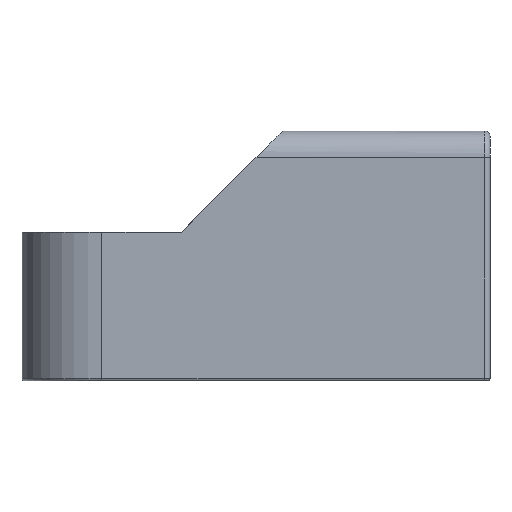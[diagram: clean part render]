
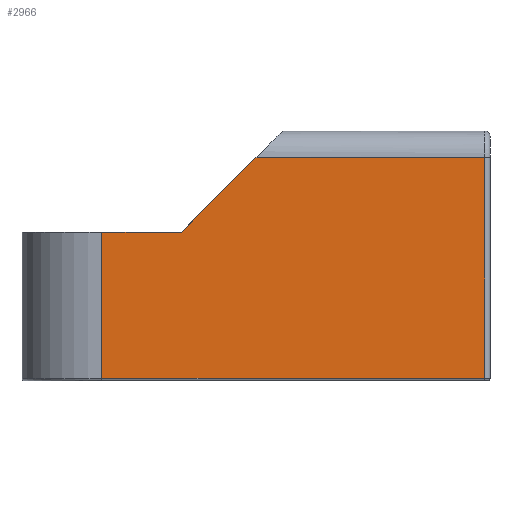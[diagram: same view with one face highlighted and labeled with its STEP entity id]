
A CAD part, left-side view. The second image highlights one B-rep face of the part: STEP entity #2966.
In plain terms, the highlighted planar face has unit normal (-1, 0, 0).
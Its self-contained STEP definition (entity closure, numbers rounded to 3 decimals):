
#189 = CYLINDRICAL_SURFACE('',#190,1.);
#190 = AXIS2_PLACEMENT_3D('',#191,#192,#193);
#191 = CARTESIAN_POINT('',(-34.,-43.,42.));
#192 = DIRECTION('',(-0.,-0.,-1.));
#193 = DIRECTION('',(0.,-1.,0.));
#1047 = VERTEX_POINT('',#1048);
#1048 = CARTESIAN_POINT('',(-35.,-43.,42.));
#1085 = CYLINDRICAL_SURFACE('',#1086,5.);
#1086 = AXIS2_PLACEMENT_3D('',#1087,#1088,#1089);
#1087 = CARTESIAN_POINT('',(-30.,-44.,42.));
#1088 = DIRECTION('',(0.,1.,0.));
#1089 = DIRECTION('',(-1.,0.,0.));
#1156 = EDGE_CURVE('',#1047,#1157,#1159,.T.);
#1157 = VERTEX_POINT('',#1158);
#1158 = CARTESIAN_POINT('',(-35.,-43.,0.5));
#1159 = SURFACE_CURVE('',#1160,(#1164,#1171),.PCURVE_S1.);
#1160 = LINE('',#1161,#1162);
#1161 = CARTESIAN_POINT('',(-35.,-43.,42.));
#1162 = VECTOR('',#1163,1.);
#1163 = DIRECTION('',(-0.,-0.,-1.));
#1164 = PCURVE('',#189,#1165);
#1165 = DEFINITIONAL_REPRESENTATION('',(#1166),#1170);
#1166 = LINE('',#1167,#1168);
#1167 = CARTESIAN_POINT('',(1.571,0.));
#1168 = VECTOR('',#1169,1.);
#1169 = DIRECTION('',(0.,1.));
#1170 = ( GEOMETRIC_REPRESENTATION_CONTEXT(2) 
PARAMETRIC_REPRESENTATION_CONTEXT() REPRESENTATION_CONTEXT('2D SPACE',''
  ) );
#1171 = PCURVE('',#1172,#1177);
#1172 = PLANE('',#1173);
#1173 = AXIS2_PLACEMENT_3D('',#1174,#1175,#1176);
#1174 = CARTESIAN_POINT('',(-35.,-44.,0.));
#1175 = DIRECTION('',(-1.,0.,0.));
#1176 = DIRECTION('',(0.,1.,0.));
#1177 = DEFINITIONAL_REPRESENTATION('',(#1178),#1182);
#1178 = LINE('',#1179,#1180);
#1179 = CARTESIAN_POINT('',(1.,-42.));
#1180 = VECTOR('',#1181,1.);
#1181 = DIRECTION('',(0.,1.));
#1182 = ( GEOMETRIC_REPRESENTATION_CONTEXT(2) 
PARAMETRIC_REPRESENTATION_CONTEXT() REPRESENTATION_CONTEXT('2D SPACE',''
  ) );
#1921 = PLANE('',#1922);
#1922 = AXIS2_PLACEMENT_3D('',#1923,#1924,#1925);
#1923 = CARTESIAN_POINT('',(-35.,14.,28.));
#1924 = DIRECTION('',(0.,0.,1.));
#1925 = DIRECTION('',(0.,1.,0.));
#1949 = PLANE('',#1950);
#1950 = AXIS2_PLACEMENT_3D('',#1951,#1952,#1953);
#1951 = CARTESIAN_POINT('',(35.,-5.,47.));
#1952 = DIRECTION('',(0.,-0.707,-0.707));
#1953 = DIRECTION('',(0.,0.707,-0.707));
#2502 = CYLINDRICAL_SURFACE('',#2503,0.5);
#2503 = AXIS2_PLACEMENT_3D('',#2504,#2505,#2506);
#2504 = CARTESIAN_POINT('',(-34.5,29.,0.5));
#2505 = DIRECTION('',(-0.,-1.,-0.));
#2506 = DIRECTION('',(-1.,0.,0.));
#2762 = EDGE_CURVE('',#1047,#2763,#2765,.T.);
#2763 = VERTEX_POINT('',#2764);
#2764 = CARTESIAN_POINT('',(-35.,0.,42.));
#2765 = SURFACE_CURVE('',#2766,(#2770,#2777),.PCURVE_S1.);
#2766 = LINE('',#2767,#2768);
#2767 = CARTESIAN_POINT('',(-35.,-44.,42.));
#2768 = VECTOR('',#2769,1.);
#2769 = DIRECTION('',(0.,1.,0.));
#2770 = PCURVE('',#1085,#2771);
#2771 = DEFINITIONAL_REPRESENTATION('',(#2772),#2776);
#2772 = LINE('',#2773,#2774);
#2773 = CARTESIAN_POINT('',(0.,0.));
#2774 = VECTOR('',#2775,1.);
#2775 = DIRECTION('',(0.,1.));
#2776 = ( GEOMETRIC_REPRESENTATION_CONTEXT(2) 
PARAMETRIC_REPRESENTATION_CONTEXT() REPRESENTATION_CONTEXT('2D SPACE',''
  ) );
#2777 = PCURVE('',#1172,#2778);
#2778 = DEFINITIONAL_REPRESENTATION('',(#2779),#2783);
#2779 = LINE('',#2780,#2781);
#2780 = CARTESIAN_POINT('',(0.,-42.));
#2781 = VECTOR('',#2782,1.);
#2782 = DIRECTION('',(1.,0.));
#2783 = ( GEOMETRIC_REPRESENTATION_CONTEXT(2) 
PARAMETRIC_REPRESENTATION_CONTEXT() REPRESENTATION_CONTEXT('2D SPACE',''
  ) );
#2966 = ADVANCED_FACE('',(#2967),#1172,.T.);
#2967 = FACE_BOUND('',#2968,.T.);
#2968 = EDGE_LOOP('',(#2969,#2970,#2971,#2994,#3017,#3045));
#2969 = ORIENTED_EDGE('',*,*,#1156,.F.);
#2970 = ORIENTED_EDGE('',*,*,#2762,.T.);
#2971 = ORIENTED_EDGE('',*,*,#2972,.F.);
#2972 = EDGE_CURVE('',#2973,#2763,#2975,.T.);
#2973 = VERTEX_POINT('',#2974);
#2974 = CARTESIAN_POINT('',(-35.,14.,28.));
#2975 = SURFACE_CURVE('',#2976,(#2980,#2987),.PCURVE_S1.);
#2976 = LINE('',#2977,#2978);
#2977 = CARTESIAN_POINT('',(-35.,-3.,45.));
#2978 = VECTOR('',#2979,1.);
#2979 = DIRECTION('',(0.,-0.707,0.707));
#2980 = PCURVE('',#1172,#2981);
#2981 = DEFINITIONAL_REPRESENTATION('',(#2982),#2986);
#2982 = LINE('',#2983,#2984);
#2983 = CARTESIAN_POINT('',(41.,-45.));
#2984 = VECTOR('',#2985,1.);
#2985 = DIRECTION('',(-0.707,-0.707));
#2986 = ( GEOMETRIC_REPRESENTATION_CONTEXT(2) 
PARAMETRIC_REPRESENTATION_CONTEXT() REPRESENTATION_CONTEXT('2D SPACE',''
  ) );
#2987 = PCURVE('',#1949,#2988);
#2988 = DEFINITIONAL_REPRESENTATION('',(#2989),#2993);
#2989 = LINE('',#2990,#2991);
#2990 = CARTESIAN_POINT('',(2.828,-70.));
#2991 = VECTOR('',#2992,1.);
#2992 = DIRECTION('',(-1.,0.));
#2993 = ( GEOMETRIC_REPRESENTATION_CONTEXT(2) 
PARAMETRIC_REPRESENTATION_CONTEXT() REPRESENTATION_CONTEXT('2D SPACE',''
  ) );
#2994 = ORIENTED_EDGE('',*,*,#2995,.T.);
#2995 = EDGE_CURVE('',#2973,#2996,#2998,.T.);
#2996 = VERTEX_POINT('',#2997);
#2997 = CARTESIAN_POINT('',(-35.,29.,28.));
#2998 = SURFACE_CURVE('',#2999,(#3003,#3010),.PCURVE_S1.);
#2999 = LINE('',#3000,#3001);
#3000 = CARTESIAN_POINT('',(-35.,14.,28.));
#3001 = VECTOR('',#3002,1.);
#3002 = DIRECTION('',(0.,1.,0.));
#3003 = PCURVE('',#1172,#3004);
#3004 = DEFINITIONAL_REPRESENTATION('',(#3005),#3009);
#3005 = LINE('',#3006,#3007);
#3006 = CARTESIAN_POINT('',(58.,-28.));
#3007 = VECTOR('',#3008,1.);
#3008 = DIRECTION('',(1.,0.));
#3009 = ( GEOMETRIC_REPRESENTATION_CONTEXT(2) 
PARAMETRIC_REPRESENTATION_CONTEXT() REPRESENTATION_CONTEXT('2D SPACE',''
  ) );
#3010 = PCURVE('',#1921,#3011);
#3011 = DEFINITIONAL_REPRESENTATION('',(#3012),#3016);
#3012 = LINE('',#3013,#3014);
#3013 = CARTESIAN_POINT('',(0.,0.));
#3014 = VECTOR('',#3015,1.);
#3015 = DIRECTION('',(1.,0.));
#3016 = ( GEOMETRIC_REPRESENTATION_CONTEXT(2) 
PARAMETRIC_REPRESENTATION_CONTEXT() REPRESENTATION_CONTEXT('2D SPACE',''
  ) );
#3017 = ORIENTED_EDGE('',*,*,#3018,.F.);
#3018 = EDGE_CURVE('',#3019,#2996,#3021,.T.);
#3019 = VERTEX_POINT('',#3020);
#3020 = CARTESIAN_POINT('',(-35.,29.,0.5));
#3021 = SURFACE_CURVE('',#3022,(#3026,#3033),.PCURVE_S1.);
#3022 = LINE('',#3023,#3024);
#3023 = CARTESIAN_POINT('',(-35.,29.,0.));
#3024 = VECTOR('',#3025,1.);
#3025 = DIRECTION('',(0.,0.,1.));
#3026 = PCURVE('',#1172,#3027);
#3027 = DEFINITIONAL_REPRESENTATION('',(#3028),#3032);
#3028 = LINE('',#3029,#3030);
#3029 = CARTESIAN_POINT('',(73.,0.));
#3030 = VECTOR('',#3031,1.);
#3031 = DIRECTION('',(0.,-1.));
#3032 = ( GEOMETRIC_REPRESENTATION_CONTEXT(2) 
PARAMETRIC_REPRESENTATION_CONTEXT() REPRESENTATION_CONTEXT('2D SPACE',''
  ) );
#3033 = PCURVE('',#3034,#3039);
#3034 = CYLINDRICAL_SURFACE('',#3035,15.);
#3035 = AXIS2_PLACEMENT_3D('',#3036,#3037,#3038);
#3036 = CARTESIAN_POINT('',(-20.,29.,0.));
#3037 = DIRECTION('',(0.,0.,1.));
#3038 = DIRECTION('',(0.,1.,0.));
#3039 = DEFINITIONAL_REPRESENTATION('',(#3040),#3044);
#3040 = LINE('',#3041,#3042);
#3041 = CARTESIAN_POINT('',(1.571,0.));
#3042 = VECTOR('',#3043,1.);
#3043 = DIRECTION('',(0.,1.));
#3044 = ( GEOMETRIC_REPRESENTATION_CONTEXT(2) 
PARAMETRIC_REPRESENTATION_CONTEXT() REPRESENTATION_CONTEXT('2D SPACE',''
  ) );
#3045 = ORIENTED_EDGE('',*,*,#3046,.T.);
#3046 = EDGE_CURVE('',#3019,#1157,#3047,.T.);
#3047 = SURFACE_CURVE('',#3048,(#3052,#3059),.PCURVE_S1.);
#3048 = LINE('',#3049,#3050);
#3049 = CARTESIAN_POINT('',(-35.,29.,0.5));
#3050 = VECTOR('',#3051,1.);
#3051 = DIRECTION('',(-0.,-1.,-0.));
#3052 = PCURVE('',#1172,#3053);
#3053 = DEFINITIONAL_REPRESENTATION('',(#3054),#3058);
#3054 = LINE('',#3055,#3056);
#3055 = CARTESIAN_POINT('',(73.,-0.5));
#3056 = VECTOR('',#3057,1.);
#3057 = DIRECTION('',(-1.,0.));
#3058 = ( GEOMETRIC_REPRESENTATION_CONTEXT(2) 
PARAMETRIC_REPRESENTATION_CONTEXT() REPRESENTATION_CONTEXT('2D SPACE',''
  ) );
#3059 = PCURVE('',#2502,#3060);
#3060 = DEFINITIONAL_REPRESENTATION('',(#3061),#3065);
#3061 = LINE('',#3062,#3063);
#3062 = CARTESIAN_POINT('',(0.,0.));
#3063 = VECTOR('',#3064,1.);
#3064 = DIRECTION('',(0.,1.));
#3065 = ( GEOMETRIC_REPRESENTATION_CONTEXT(2) 
PARAMETRIC_REPRESENTATION_CONTEXT() REPRESENTATION_CONTEXT('2D SPACE',''
  ) );
